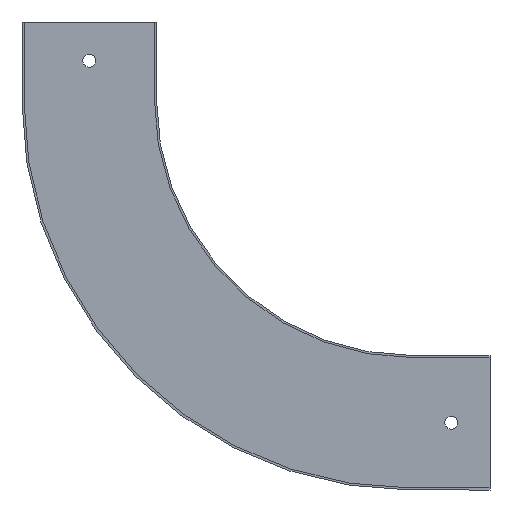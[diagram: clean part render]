
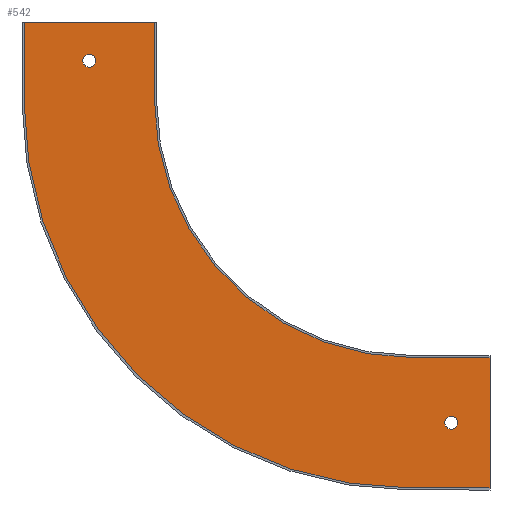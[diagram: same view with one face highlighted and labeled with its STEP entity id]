
A CAD part, front view. The second image highlights one B-rep face of the part: STEP entity #542.
In plain terms, the highlighted planar face has unit normal (0, -1, 0).
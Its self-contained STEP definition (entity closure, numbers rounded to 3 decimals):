
#6 = DIRECTION ( 'NONE',  ( 0., 0., 1. ) ) ;
#16 = DIRECTION ( 'NONE',  ( 0., 0., -1. ) ) ;
#22 = DIRECTION ( 'NONE',  ( 0., 0., 1. ) ) ;
#29 = PLANE ( 'NONE',  #422 ) ;
#31 = CARTESIAN_POINT ( 'NONE',  ( 124., 0., -31. ) ) ;
#34 = DIRECTION ( 'NONE',  ( 0., 1., 0. ) ) ;
#40 = DIRECTION ( 'NONE',  ( 0., 0., 1. ) ) ;
#55 = DIRECTION ( 'NONE',  ( 0., 0., -1. ) ) ;
#57 = CARTESIAN_POINT ( 'NONE',  ( 124., 0., -31. ) ) ;
#58 = CARTESIAN_POINT ( 'NONE',  ( 125., 0., -30. ) ) ;
#59 = DIRECTION ( 'NONE',  ( -1., 0., 0. ) ) ;
#62 = DIRECTION ( 'NONE',  ( 0., 0., 1. ) ) ;
#63 = CARTESIAN_POINT ( 'NONE',  ( 155., 0., -181. ) ) ;
#73 = DIRECTION ( 'NONE',  ( 0., -1., 0. ) ) ;
#87 = CARTESIAN_POINT ( 'NONE',  ( 25.2, 0., -31. ) ) ;
#91 = CARTESIAN_POINT ( 'NONE',  ( 155., 0., -180.2 ) ) ;
#99 = CARTESIAN_POINT ( 'NONE',  ( -26., 0., 0. ) ) ;
#101 = DIRECTION ( 'NONE',  ( 0., 0., -1. ) ) ;
#111 = DIRECTION ( 'NONE',  ( 0., -1., 0. ) ) ;
#124 = CARTESIAN_POINT ( 'NONE',  ( 140., 0., -155. ) ) ;
#130 = DIRECTION ( 'NONE',  ( 0., 0., -1. ) ) ;
#132 = DIRECTION ( 'NONE',  ( 0., -1., 0. ) ) ;
#134 = CARTESIAN_POINT ( 'NONE',  ( 0., 0., -15. ) ) ;
#146 = DIRECTION ( 'NONE',  ( 1., 0., 0. ) ) ;
#155 = CARTESIAN_POINT ( 'NONE',  ( 124., 0., -180.2 ) ) ;
#175 = DIRECTION ( 'NONE',  ( 1., 0., 0. ) ) ;
#192 = DIRECTION ( 'NONE',  ( 0., 1., 0. ) ) ;
#193 = CARTESIAN_POINT ( 'NONE',  ( 124., 0., -129.8 ) ) ;
#196 = CARTESIAN_POINT ( 'NONE',  ( -25.2, 0., -31. ) ) ;
#223 = FACE_OUTER_BOUND ( 'NONE', #310, .T. ) ;
#225 = FACE_BOUND ( 'NONE', #645, .T. ) ;
#229 = FACE_BOUND ( 'NONE', #308, .T. ) ;
#235 = ORIENTED_EDGE ( 'NONE', *, *, #404, .F. ) ;
#236 = ORIENTED_EDGE ( 'NONE', *, *, #397, .F. ) ;
#237 = ORIENTED_EDGE ( 'NONE', *, *, #498, .F. ) ;
#239 = ORIENTED_EDGE ( 'NONE', *, *, #409, .F. ) ;
#241 = ORIENTED_EDGE ( 'NONE', *, *, #408, .F. ) ;
#243 = ORIENTED_EDGE ( 'NONE', *, *, #507, .F. ) ;
#266 = VERTEX_POINT ( 'NONE', #91 ) ;
#271 = VERTEX_POINT ( 'NONE', #659 ) ;
#276 = VERTEX_POINT ( 'NONE', #662 ) ;
#308 = EDGE_LOOP ( 'NONE', ( #239 ) ) ;
#310 = EDGE_LOOP ( 'NONE', ( #241, #237, #235, #236, #346, #347, #344, #345 ) ) ;
#344 = ORIENTED_EDGE ( 'NONE', *, *, #449, .F. ) ;
#345 = ORIENTED_EDGE ( 'NONE', *, *, #410, .F. ) ;
#346 = ORIENTED_EDGE ( 'NONE', *, *, #458, .F. ) ;
#347 = ORIENTED_EDGE ( 'NONE', *, *, #519, .F. ) ;
#350 = LINE ( 'NONE', #87, #353 ) ;
#353 = VECTOR ( 'NONE', #16, 1000. ) ;
#355 = CIRCLE ( 'NONE', #412, 2.5 ) ;
#357 = CIRCLE ( 'NONE', #425, 99.8 ) ;
#378 = LINE ( 'NONE', #193, #380 ) ;
#380 = VECTOR ( 'NONE', #146, 1000. ) ;
#392 = AXIS2_PLACEMENT_3D ( 'NONE', #124, #111, #101 ) ;
#397 = EDGE_CURVE ( 'NONE', #602, #606, #619, .T. ) ;
#404 = EDGE_CURVE ( 'NONE', #606, #615, #629, .T. ) ;
#408 = EDGE_CURVE ( 'NONE', #599, #609, #350, .T. ) ;
#409 = EDGE_CURVE ( 'NONE', #271, #271, #355, .T. ) ;
#410 = EDGE_CURVE ( 'NONE', #609, #607, #357, .T. ) ;
#412 = AXIS2_PLACEMENT_3D ( 'NONE', #134, #132, #130 ) ;
#416 = AXIS2_PLACEMENT_3D ( 'NONE', #57, #192, #40 ) ;
#422 = AXIS2_PLACEMENT_3D ( 'NONE', #31, #34, #22 ) ;
#425 = AXIS2_PLACEMENT_3D ( 'NONE', #58, #73, #62 ) ;
#449 = EDGE_CURVE ( 'NONE', #607, #608, #378, .T. ) ;
#458 = EDGE_CURVE ( 'NONE', #266, #602, #567, .T. ) ;
#498 = EDGE_CURVE ( 'NONE', #615, #599, #585, .T. ) ;
#507 = EDGE_CURVE ( 'NONE', #276, #276, #589, .T. ) ;
#519 = EDGE_CURVE ( 'NONE', #608, #266, #595, .T. ) ;
#542 = ADVANCED_FACE ( 'NONE', ( #225, #229, #223 ), #29, .F. ) ;
#567 = LINE ( 'NONE', #155, #568 ) ;
#568 = VECTOR ( 'NONE', #59, 1000. ) ;
#585 = LINE ( 'NONE', #99, #588 ) ;
#588 = VECTOR ( 'NONE', #175, 1000. ) ;
#589 = CIRCLE ( 'NONE', #392, 2.5 ) ;
#595 = LINE ( 'NONE', #63, #597 ) ;
#597 = VECTOR ( 'NONE', #55, 1000. ) ;
#599 = VERTEX_POINT ( 'NONE', #683 ) ;
#602 = VERTEX_POINT ( 'NONE', #689 ) ;
#606 = VERTEX_POINT ( 'NONE', #693 ) ;
#607 = VERTEX_POINT ( 'NONE', #696 ) ;
#608 = VERTEX_POINT ( 'NONE', #697 ) ;
#609 = VERTEX_POINT ( 'NONE', #701 ) ;
#615 = VERTEX_POINT ( 'NONE', #665 ) ;
#619 = CIRCLE ( 'NONE', #416, 149.2 ) ;
#629 = LINE ( 'NONE', #196, #632 ) ;
#632 = VECTOR ( 'NONE', #6, 1000. ) ;
#645 = EDGE_LOOP ( 'NONE', ( #243 ) ) ;
#659 = CARTESIAN_POINT ( 'NONE',  ( 0., 0., -17.5 ) ) ;
#662 = CARTESIAN_POINT ( 'NONE',  ( 140., 0., -157.5 ) ) ;
#665 = CARTESIAN_POINT ( 'NONE',  ( -25.2, 0., 0. ) ) ;
#683 = CARTESIAN_POINT ( 'NONE',  ( 25.2, 0., 0. ) ) ;
#689 = CARTESIAN_POINT ( 'NONE',  ( 124., 0., -180.2 ) ) ;
#693 = CARTESIAN_POINT ( 'NONE',  ( -25.2, 0., -31. ) ) ;
#696 = CARTESIAN_POINT ( 'NONE',  ( 125., 0., -129.8 ) ) ;
#697 = CARTESIAN_POINT ( 'NONE',  ( 155., 0., -129.8 ) ) ;
#701 = CARTESIAN_POINT ( 'NONE',  ( 25.2, 0., -30. ) ) ;
